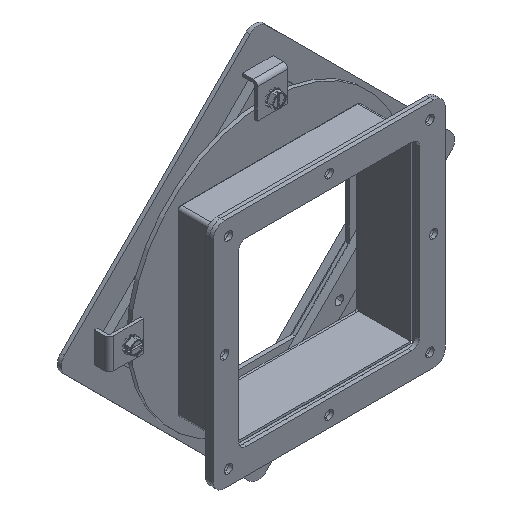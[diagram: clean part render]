
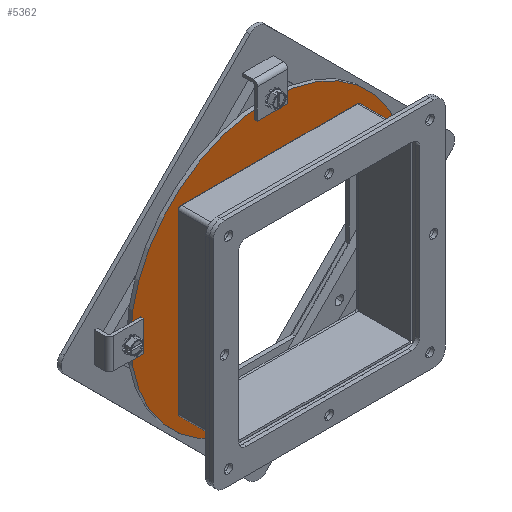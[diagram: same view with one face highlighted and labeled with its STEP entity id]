
A CAD part, isometric view. The second image highlights one B-rep face of the part: STEP entity #5362.
In plain terms, the highlighted planar face has unit normal (0, -1, 0).
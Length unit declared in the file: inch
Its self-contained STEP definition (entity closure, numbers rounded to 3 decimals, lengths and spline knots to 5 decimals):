
#183 = DIRECTION ( 'NONE',  ( 0., 1., 0. ) ) ;
#226 = VECTOR ( 'NONE', #17801, 39.37008 ) ;
#531 = AXIS2_PLACEMENT_3D ( 'NONE', #17879, #19105, #2187 ) ;
#797 = ORIENTED_EDGE ( 'NONE', *, *, #5910, .T. ) ;
#1073 = ORIENTED_EDGE ( 'NONE', *, *, #15664, .T. ) ;
#1153 = VERTEX_POINT ( 'NONE', #4886 ) ;
#1546 = DIRECTION ( 'NONE',  ( 0., 1., 0. ) ) ;
#1562 = CARTESIAN_POINT ( 'NONE',  ( -2.9245, 1.718, -3.0725 ) ) ;
#1583 = LINE ( 'NONE', #5065, #17417 ) ;
#1659 = ORIENTED_EDGE ( 'NONE', *, *, #12876, .T. ) ;
#1715 = CARTESIAN_POINT ( 'NONE',  ( -2.9245, 1.718, -3.0725 ) ) ;
#1881 = VERTEX_POINT ( 'NONE', #4735 ) ;
#2082 = EDGE_LOOP ( 'NONE', ( #15720, #1659, #19311, #13805, #797, #1073, #3155, #8634 ) ) ;
#2187 = DIRECTION ( 'NONE',  ( -1., 0., 0. ) ) ;
#2687 = VERTEX_POINT ( 'NONE', #4100 ) ;
#2951 = VERTEX_POINT ( 'NONE', #12922 ) ;
#3155 = ORIENTED_EDGE ( 'NONE', *, *, #16952, .T. ) ;
#3493 = DIRECTION ( 'NONE',  ( -1., 0., 0. ) ) ;
#3691 = CARTESIAN_POINT ( 'NONE',  ( 0.06, 1.718, -6.057 ) ) ;
#4100 = CARTESIAN_POINT ( 'NONE',  ( -5.847, 1.718, -0.088 ) ) ;
#4518 = CARTESIAN_POINT ( 'NONE',  ( 0.06, 1.718, -5.995 ) ) ;
#4735 = CARTESIAN_POINT ( 'NONE',  ( 1.638, 1.718, -3.0725 ) ) ;
#4886 = CARTESIAN_POINT ( 'NONE',  ( -5.909, 1.718, -0.15 ) ) ;
#5065 = CARTESIAN_POINT ( 'NONE',  ( -5.909, 1.718, -0.088 ) ) ;
#5171 = EDGE_CURVE ( 'NONE', #14551, #2951, #17904, .T. ) ;
#5362 = ADVANCED_FACE ( 'NONE', ( #20168, #5935 ), #12407, .F. ) ;
#5523 = CARTESIAN_POINT ( 'NONE',  ( -0.002, 1.718, -5.995 ) ) ;
#5765 = CIRCLE ( 'NONE', #531, 0.062 ) ;
#5910 = EDGE_CURVE ( 'NONE', #1153, #2687, #5765, .T. ) ;
#5935 = FACE_BOUND ( 'NONE', #2082, .T. ) ;
#6248 = CIRCLE ( 'NONE', #14443, 4.5625 ) ;
#6429 = EDGE_LOOP ( 'NONE', ( #20152, #10649 ) ) ;
#6470 = DIRECTION ( 'NONE',  ( 0., 0., -1. ) ) ;
#6514 = DIRECTION ( 'NONE',  ( -1., 0., 0. ) ) ;
#6942 = CARTESIAN_POINT ( 'NONE',  ( -0.002, 1.718, -0.088 ) ) ;
#7377 = DIRECTION ( 'NONE',  ( -1., 0., 0. ) ) ;
#7430 = VERTEX_POINT ( 'NONE', #10715 ) ;
#7707 = LINE ( 'NONE', #19677, #10596 ) ;
#8055 = VECTOR ( 'NONE', #6470, 39.37008 ) ;
#8177 = EDGE_CURVE ( 'NONE', #8403, #14551, #11392, .T. ) ;
#8403 = VERTEX_POINT ( 'NONE', #17796 ) ;
#8515 = DIRECTION ( 'NONE',  ( -1., 0., 0. ) ) ;
#8634 = ORIENTED_EDGE ( 'NONE', *, *, #8177, .T. ) ;
#8901 = CARTESIAN_POINT ( 'NONE',  ( -5.909, 1.718, -6.057 ) ) ;
#9097 = AXIS2_PLACEMENT_3D ( 'NONE', #5523, #17722, #8515 ) ;
#9666 = CARTESIAN_POINT ( 'NONE',  ( -0.002, 1.718, -0.15 ) ) ;
#9763 = CARTESIAN_POINT ( 'NONE',  ( -7.487, 1.718, -3.0725 ) ) ;
#10596 = VECTOR ( 'NONE', #18153, 39.37008 ) ;
#10649 = ORIENTED_EDGE ( 'NONE', *, *, #15399, .F. ) ;
#10715 = CARTESIAN_POINT ( 'NONE',  ( -5.909, 1.718, -5.995 ) ) ;
#11392 = LINE ( 'NONE', #3691, #8055 ) ;
#11755 = CIRCLE ( 'NONE', #13723, 0.062 ) ;
#12373 = VERTEX_POINT ( 'NONE', #18661 ) ;
#12407 = PLANE ( 'NONE',  #18195 ) ;
#12788 = DIRECTION ( 'NONE',  ( 0., 1., 0. ) ) ;
#12844 = VERTEX_POINT ( 'NONE', #6942 ) ;
#12876 = EDGE_CURVE ( 'NONE', #2951, #12373, #13402, .T. ) ;
#12922 = CARTESIAN_POINT ( 'NONE',  ( -0.002, 1.718, -6.057 ) ) ;
#13402 = LINE ( 'NONE', #8901, #226 ) ;
#13723 = AXIS2_PLACEMENT_3D ( 'NONE', #9666, #1546, #3493 ) ;
#13805 = ORIENTED_EDGE ( 'NONE', *, *, #17426, .T. ) ;
#14443 = AXIS2_PLACEMENT_3D ( 'NONE', #1715, #183, #17410 ) ;
#14513 = CIRCLE ( 'NONE', #14860, 0.062 ) ;
#14540 = AXIS2_PLACEMENT_3D ( 'NONE', #1562, #18877, #17554 ) ;
#14551 = VERTEX_POINT ( 'NONE', #4518 ) ;
#14860 = AXIS2_PLACEMENT_3D ( 'NONE', #18801, #12788, #6514 ) ;
#14967 = EDGE_CURVE ( 'NONE', #12373, #7430, #14513, .T. ) ;
#15399 = EDGE_CURVE ( 'NONE', #1881, #16971, #17147, .T. ) ;
#15655 = DIRECTION ( 'NONE',  ( 0., 0., 1. ) ) ;
#15664 = EDGE_CURVE ( 'NONE', #2687, #12844, #7707, .T. ) ;
#15720 = ORIENTED_EDGE ( 'NONE', *, *, #5171, .T. ) ;
#16913 = DIRECTION ( 'NONE',  ( 0., 1., 0. ) ) ;
#16952 = EDGE_CURVE ( 'NONE', #12844, #8403, #11755, .T. ) ;
#16971 = VERTEX_POINT ( 'NONE', #9763 ) ;
#17147 = CIRCLE ( 'NONE', #14540, 4.5625 ) ;
#17410 = DIRECTION ( 'NONE',  ( -1., 0., 0. ) ) ;
#17417 = VECTOR ( 'NONE', #15655, 39.37008 ) ;
#17426 = EDGE_CURVE ( 'NONE', #7430, #1153, #1583, .T. ) ;
#17554 = DIRECTION ( 'NONE',  ( -1., 0., 0. ) ) ;
#17722 = DIRECTION ( 'NONE',  ( 0., 1., 0. ) ) ;
#17796 = CARTESIAN_POINT ( 'NONE',  ( 0.06, 1.718, -0.15 ) ) ;
#17801 = DIRECTION ( 'NONE',  ( -1., 0., 0. ) ) ;
#17812 = EDGE_CURVE ( 'NONE', #16971, #1881, #6248, .T. ) ;
#17879 = CARTESIAN_POINT ( 'NONE',  ( -5.847, 1.718, -0.15 ) ) ;
#17904 = CIRCLE ( 'NONE', #9097, 0.062 ) ;
#18153 = DIRECTION ( 'NONE',  ( 1., 0., 0. ) ) ;
#18195 = AXIS2_PLACEMENT_3D ( 'NONE', #18435, #16913, #7377 ) ;
#18435 = CARTESIAN_POINT ( 'NONE',  ( -2.9245, 1.718, -3.0725 ) ) ;
#18661 = CARTESIAN_POINT ( 'NONE',  ( -5.847, 1.718, -6.057 ) ) ;
#18801 = CARTESIAN_POINT ( 'NONE',  ( -5.847, 1.718, -5.995 ) ) ;
#18877 = DIRECTION ( 'NONE',  ( 0., 1., 0. ) ) ;
#19105 = DIRECTION ( 'NONE',  ( 0., 1., 0. ) ) ;
#19311 = ORIENTED_EDGE ( 'NONE', *, *, #14967, .T. ) ;
#19677 = CARTESIAN_POINT ( 'NONE',  ( 0.06, 1.718, -0.088 ) ) ;
#20152 = ORIENTED_EDGE ( 'NONE', *, *, #17812, .F. ) ;
#20168 = FACE_OUTER_BOUND ( 'NONE', #6429, .T. ) ;
